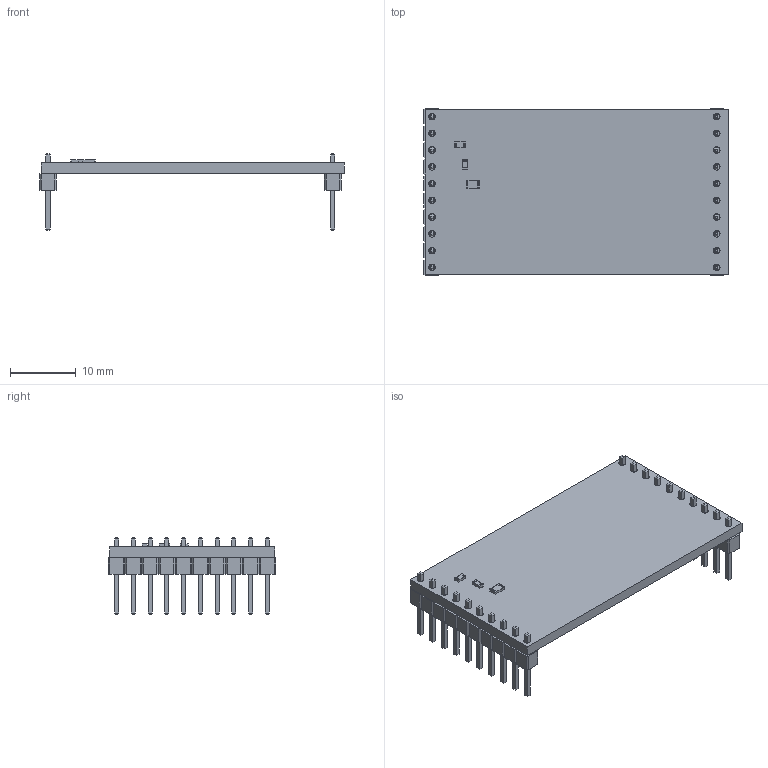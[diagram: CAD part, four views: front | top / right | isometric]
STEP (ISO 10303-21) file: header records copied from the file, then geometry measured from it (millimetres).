
FILE_DESCRIPTION(('KiCad electronic assembly'),'2;1');
FILE_NAME('VCU Charge Status.step','2025-01-26T16:15:37',('Pcbnew'),( 'Kicad'),'Open CASCADE STEP processor 7.8','KiCad to STEP converter' ,'Unknown');
FILE_SCHEMA(('AUTOMOTIVE_DESIGN { 1 0 10303 214 1 1 1 1 }'));
Length unit declared in the file: millimetre
Products named in the file (8): VCU Charge Status 1; PinHeader_1x10_P2.54mm_Vertical; PinHeader_1x10_P254mm_Vertical; R_0603_1608Metric; R_0805_2012Metric; VCU Charge Status_PCB
Assembly tree (9 placements, depth 3):
  VCU Charge Status 1
    PinHeader_1x10_P2.54mm_Vertical  x2
      PinHeader_1x10_P254mm_Vertical
    R_0603_1608Metric  x2
      R_0603_1608Metric
    R_0805_2012Metric
      R_0805_2012Metric
    VCU Charge Status_PCB
Bounding box: 46.22 x 25.4 x 11.54 mm (x, y, z)
Volume: 2210.8 mm3; surface area: 3615.9 mm2
Topology: 6 solids, 6 shells, 592 faces, 1448 edges, 908 vertices
Faces by surface type: plane 548, cylinder 44
Full cylindrical faces by diameter (mm): 1 x20
Entity records: 11581 total; most frequent: CARTESIAN_POINT 1626, ORIENTED_EDGE 1588, DIRECTION 1530, EDGE_CURVE 794, LINE 722, VECTOR 722, VERTEX_POINT 500, AXIS2_PLACEMENT_3D 404
